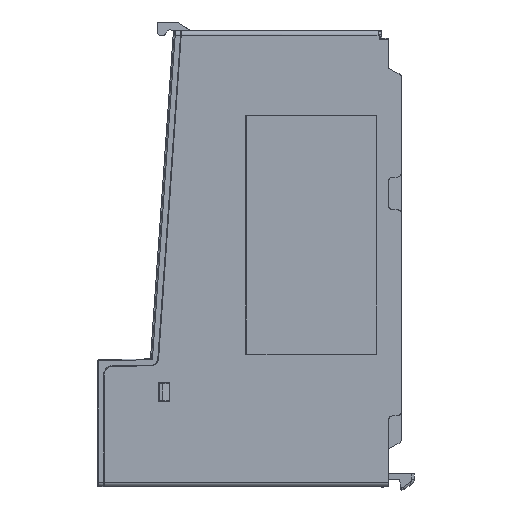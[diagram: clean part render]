
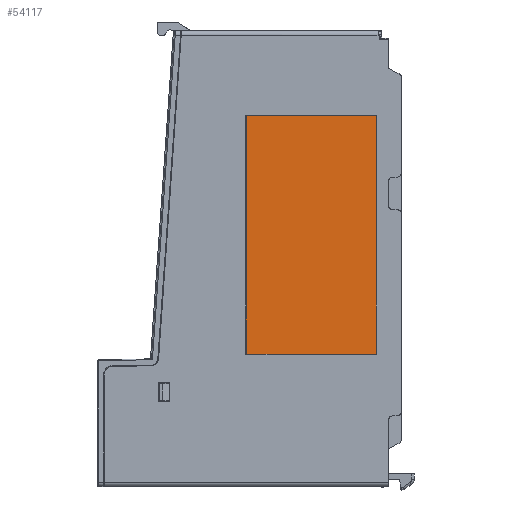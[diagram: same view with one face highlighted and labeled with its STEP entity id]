
A CAD part, left-side view. The second image highlights one B-rep face of the part: STEP entity #54117.
In plain terms, the highlighted planar face has unit normal (1, 0, 0).
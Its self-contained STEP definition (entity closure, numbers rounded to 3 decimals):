
#30082=DIRECTION('',(0.,0.,1.));
#30083=VECTOR('',#30082,55.);
#30084=CARTESIAN_POINT('',(-13.,2.8,-22.));
#30085=LINE('',#30084,#30083);
#30086=DIRECTION('',(0.,1.,0.));
#30087=VECTOR('',#30086,30.);
#30088=CARTESIAN_POINT('',(-13.,2.8,33.));
#30089=LINE('',#30088,#30087);
#30090=DIRECTION('',(0.,0.,-1.));
#30091=VECTOR('',#30090,55.);
#30092=CARTESIAN_POINT('',(-13.,32.8,33.));
#30093=LINE('',#30092,#30091);
#30094=DIRECTION('',(0.,-1.,0.));
#30095=VECTOR('',#30094,30.);
#30096=CARTESIAN_POINT('',(-13.,32.8,-22.));
#30097=LINE('',#30096,#30095);
#31856=CARTESIAN_POINT('',(-13.,2.8,33.));
#31857=VERTEX_POINT('',#31856);
#31858=CARTESIAN_POINT('',(-13.,2.8,-22.));
#31859=VERTEX_POINT('',#31858);
#31860=CARTESIAN_POINT('',(-13.,32.8,-22.));
#31861=VERTEX_POINT('',#31860);
#31862=CARTESIAN_POINT('',(-13.,32.8,33.));
#31863=VERTEX_POINT('',#31862);
#54106=CARTESIAN_POINT('',(-13.,17.8,5.5));
#54107=DIRECTION('',(1.,0.,0.));
#54108=DIRECTION('',(0.,0.,1.));
#54109=AXIS2_PLACEMENT_3D('',#54106,#54107,#54108);
#54110=PLANE('',#54109);
#54111=ORIENTED_EDGE('',*,*,#54058,.T.);
#54112=ORIENTED_EDGE('',*,*,#54073,.T.);
#54113=ORIENTED_EDGE('',*,*,#54087,.T.);
#54114=ORIENTED_EDGE('',*,*,#54100,.T.);
#54115=EDGE_LOOP('',(#54111,#54112,#54113,#54114));
#54116=FACE_OUTER_BOUND('',#54115,.F.);
#54117=ADVANCED_FACE('',(#54116),#54110,.T.);
#54058=EDGE_CURVE('',#31859,#31857,#30085,.T.);
#54073=EDGE_CURVE('',#31857,#31863,#30089,.T.);
#54087=EDGE_CURVE('',#31863,#31861,#30093,.T.);
#54100=EDGE_CURVE('',#31861,#31859,#30097,.T.);
